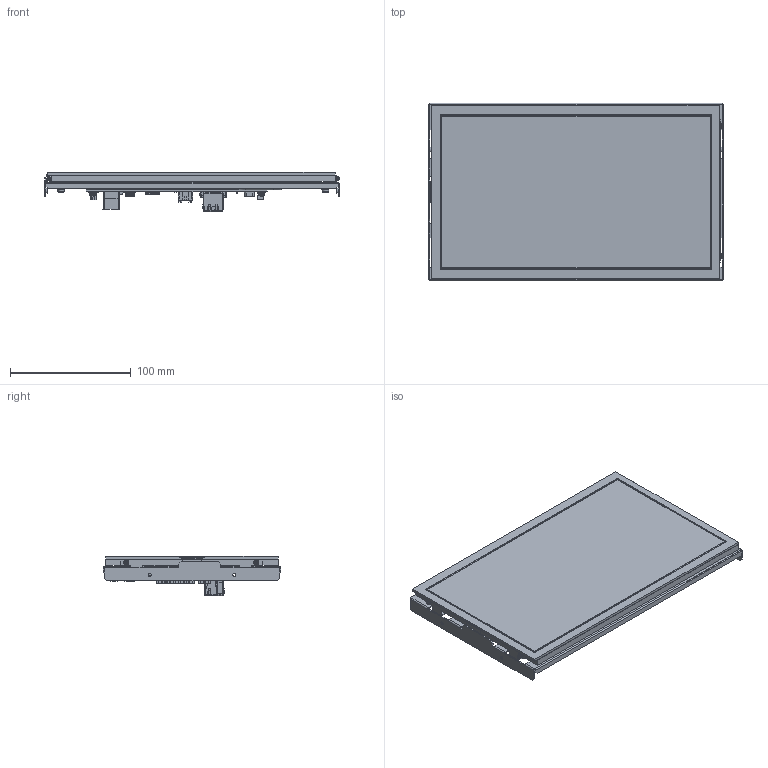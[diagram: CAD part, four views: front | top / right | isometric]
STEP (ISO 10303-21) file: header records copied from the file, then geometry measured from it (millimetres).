
FILE_DESCRIPTION(/* description */ (''),/* implementation_level */ '2;1');
FILE_NAME(/* name */ 'HP_EM8-W310A7-0024-XX7.stp',/* time_stamp */ '2023-02-22T15:07:54+09:00',/* author */ ('KIKOU-CAD3'),/* organization */ (''),/* preprocessor_version */ 'ST-DEVELOPER v18.1',/* originating_system */ 'Autodesk Inventor 2020',/* authorisation */ '');
FILE_SCHEMA (('AUTOMOTIVE_DESIGN { 1 0 10303 214 3 1 1 }'));
Products named in the file (1): HP用_EM8-W310A7_parts
Bounding box: 244 x 147 x 32.36 mm (x, y, z)
Volume: 318758.3 mm3; surface area: 256232.2 mm2
Topology: 1 solids, 13 shells, 7993 faces, 22845 edges, 14910 vertices
Faces by surface type: plane 5937, cylinder 1737, bspline 111, cone 104, sphere 59, torus 45
Full cylindrical faces by diameter (mm): 0.5 x2, 1.2 x2, 1.328 x1, 2 x4, 2.1 x2, 2.459 x12, 3.2 x2, 3.5 x6, 3.6 x12, 4 x8, 4.3 x4, 5 x3, 6.2 x8, 8 x12
Entity records: 264120 total; most frequent: CARTESIAN_POINT 52300, ORIENTED_EDGE 45642, DIRECTION 42194, EDGE_CURVE 22821, LINE 18274, VECTOR 18274, VERTEX_POINT 14910, AXIS2_PLACEMENT_3D 11960
